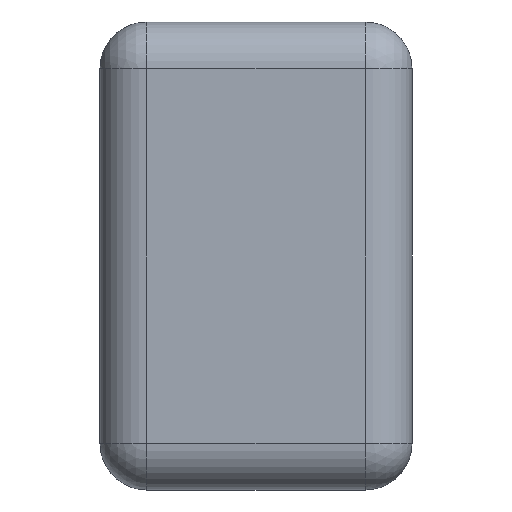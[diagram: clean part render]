
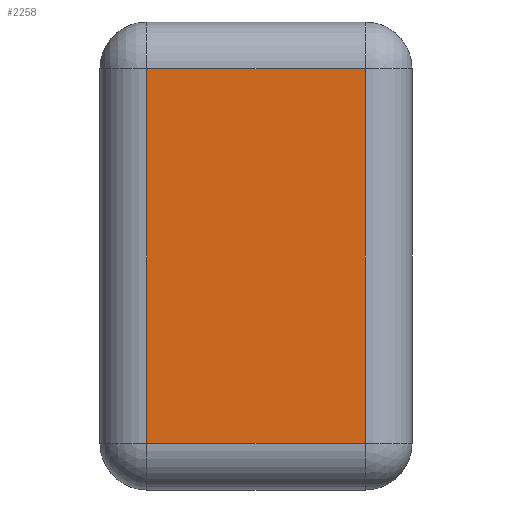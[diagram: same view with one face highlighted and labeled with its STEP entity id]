
A CAD part, left-side view. The second image highlights one B-rep face of the part: STEP entity #2258.
In plain terms, the highlighted planar face has unit normal (-1, 0, 0).
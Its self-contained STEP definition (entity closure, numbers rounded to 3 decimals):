
#306 = EDGE_CURVE ( 'NONE', #3707, #2656, #4456, .T. ) ;
#345 = VECTOR ( 'NONE', #5860, 1000. ) ;
#462 = ORIENTED_EDGE ( 'NONE', *, *, #6200, .T. ) ;
#718 = DIRECTION ( 'NONE',  ( 0., 0., 1. ) ) ;
#1281 = VECTOR ( 'NONE', #2560, 1000. ) ;
#1494 = CARTESIAN_POINT ( 'NONE',  ( -30., 7., -12. ) ) ;
#2258 = ADVANCED_FACE ( 'NONE', ( #7133 ), #6526, .F. ) ;
#2560 = DIRECTION ( 'NONE',  ( 0., 0., -1. ) ) ;
#2656 = VERTEX_POINT ( 'NONE', #5386 ) ;
#2797 = VERTEX_POINT ( 'NONE', #3144 ) ;
#3144 = CARTESIAN_POINT ( 'NONE',  ( -30., 7., 12. ) ) ;
#3247 = CARTESIAN_POINT ( 'NONE',  ( -30., 10., 12. ) ) ;
#3271 = EDGE_LOOP ( 'NONE', ( #462, #6081, #6281, #7782 ) ) ;
#3707 = VERTEX_POINT ( 'NONE', #3889 ) ;
#3889 = CARTESIAN_POINT ( 'NONE',  ( -30., -7., -12. ) ) ;
#4456 = LINE ( 'NONE', #4996, #6116 ) ;
#4659 = DIRECTION ( 'NONE',  ( 1., 0., 0. ) ) ;
#4841 = EDGE_CURVE ( 'NONE', #2797, #6370, #4994, .T. ) ;
#4932 = EDGE_CURVE ( 'NONE', #2656, #2797, #7583, .T. ) ;
#4957 = CARTESIAN_POINT ( 'NONE',  ( -30., 7., 15. ) ) ;
#4994 = LINE ( 'NONE', #4957, #1281 ) ;
#4996 = CARTESIAN_POINT ( 'NONE',  ( -30., -7., 15. ) ) ;
#5313 = DIRECTION ( 'NONE',  ( 0., 0., -1. ) ) ;
#5386 = CARTESIAN_POINT ( 'NONE',  ( -30., -7., 12. ) ) ;
#5860 = DIRECTION ( 'NONE',  ( 0., -1., 0. ) ) ;
#5899 = LINE ( 'NONE', #7118, #345 ) ;
#6081 = ORIENTED_EDGE ( 'NONE', *, *, #306, .T. ) ;
#6116 = VECTOR ( 'NONE', #718, 1000. ) ;
#6200 = EDGE_CURVE ( 'NONE', #6370, #3707, #5899, .T. ) ;
#6281 = ORIENTED_EDGE ( 'NONE', *, *, #4932, .T. ) ;
#6370 = VERTEX_POINT ( 'NONE', #1494 ) ;
#6446 = AXIS2_PLACEMENT_3D ( 'NONE', #6487, #4659, #5313 ) ;
#6487 = CARTESIAN_POINT ( 'NONE',  ( -30., 10., 15. ) ) ;
#6526 = PLANE ( 'NONE',  #6446 ) ;
#7012 = DIRECTION ( 'NONE',  ( 0., 1., 0. ) ) ;
#7077 = VECTOR ( 'NONE', #7012, 1000. ) ;
#7118 = CARTESIAN_POINT ( 'NONE',  ( -30., 10., -12. ) ) ;
#7133 = FACE_OUTER_BOUND ( 'NONE', #3271, .T. ) ;
#7583 = LINE ( 'NONE', #3247, #7077 ) ;
#7782 = ORIENTED_EDGE ( 'NONE', *, *, #4841, .T. ) ;
